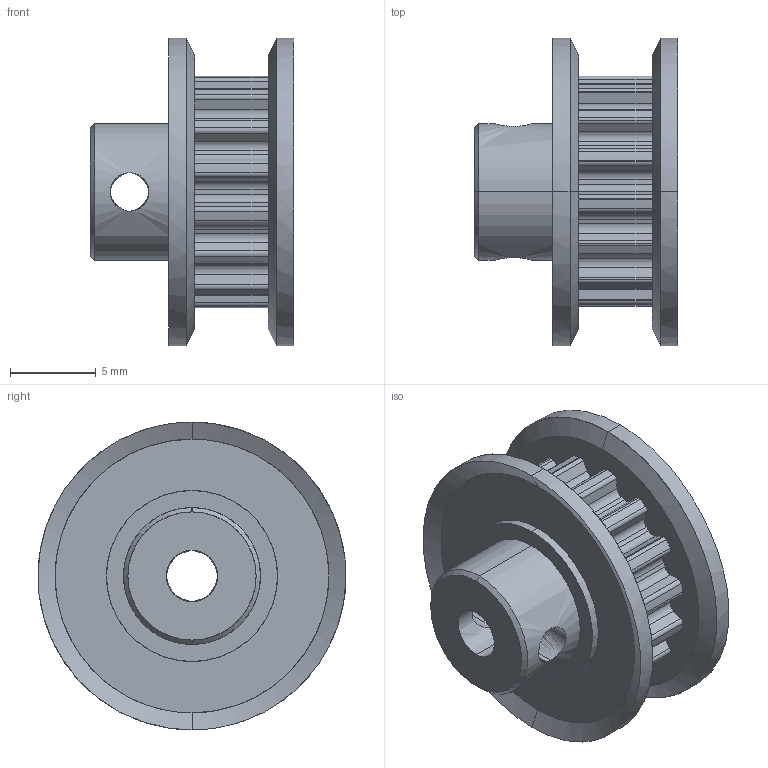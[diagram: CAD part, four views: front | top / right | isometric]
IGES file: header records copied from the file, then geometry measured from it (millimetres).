
Start section: SolidWorks IGES file using NURBS representation for surfaces
Global section: file name: 15t pulley.IGS; native system: SolidWorks 2009; preprocessor: SolidWorks 2009; author: Kurtis; date: 110421.213216; units: inch
Bounding box: 11.9 x 18 x 18 mm (x, y, z)
Surface area: 1729.9 mm2 (no closed solid volume)
Topology: 0 solids, 0 shells, 172 faces, 2551 edges, 3030 vertices
Faces by surface type: bspline 172
